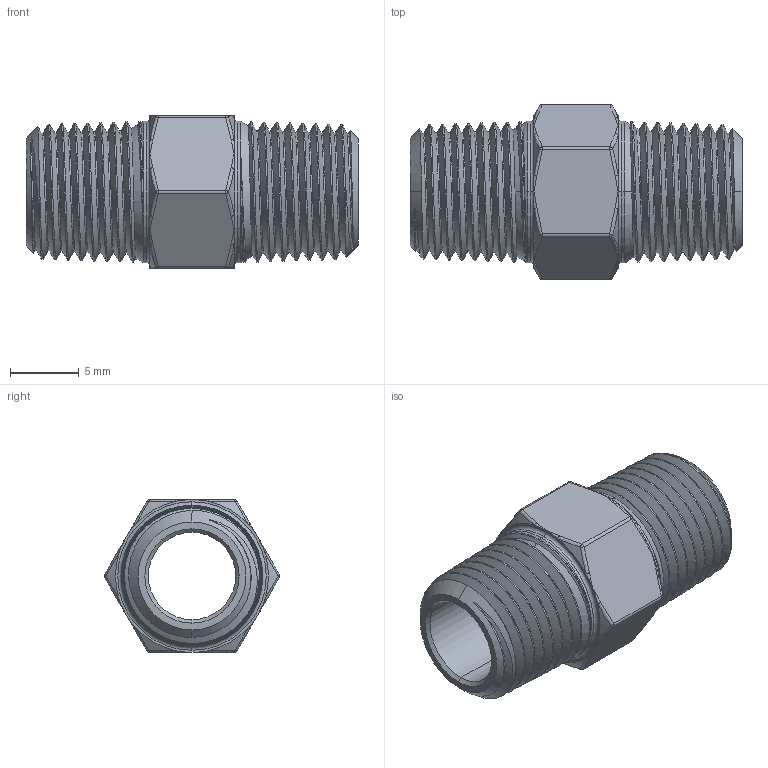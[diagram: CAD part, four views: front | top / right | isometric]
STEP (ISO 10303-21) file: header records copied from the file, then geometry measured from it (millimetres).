
FILE_DESCRIPTION (( 'STEP AP214' ), '1' );
FILE_NAME ('.125 FNPT X .125 FNPT BRASS PIPE FITTING.STEP', '2022-07-22T01:28:04', ( '' ), ( '' ), 'SwSTEP 2.0', 'SolidWorks 2021', '' );
FILE_SCHEMA (( 'AUTOMOTIVE_DESIGN' ));
Length unit declared in the file: millimetre
Products named in the file (1): .125 FNPT X .125 FNPT BRASS PIPE FITTING
Bounding box: 24.13 x 12.75 x 11.11 mm (x, y, z)
Volume: 1138.2 mm3; surface area: 1652.5 mm2
Topology: 1 solids, 1 shells, 156 faces, 513 edges, 335 vertices
Faces by surface type: cone 61, bspline 55, cylinder 12, plane 12, sphere 12, torus 4
Entity records: 13731 total; most frequent: CARTESIAN_POINT 10031, ORIENTED_EDGE 958, DIRECTION 531, EDGE_CURVE 479, VERTEX_POINT 327, B_SPLINE_CURVE_WITH_KNOTS 282, AXIS2_PLACEMENT_3D 230, EDGE_LOOP 160
